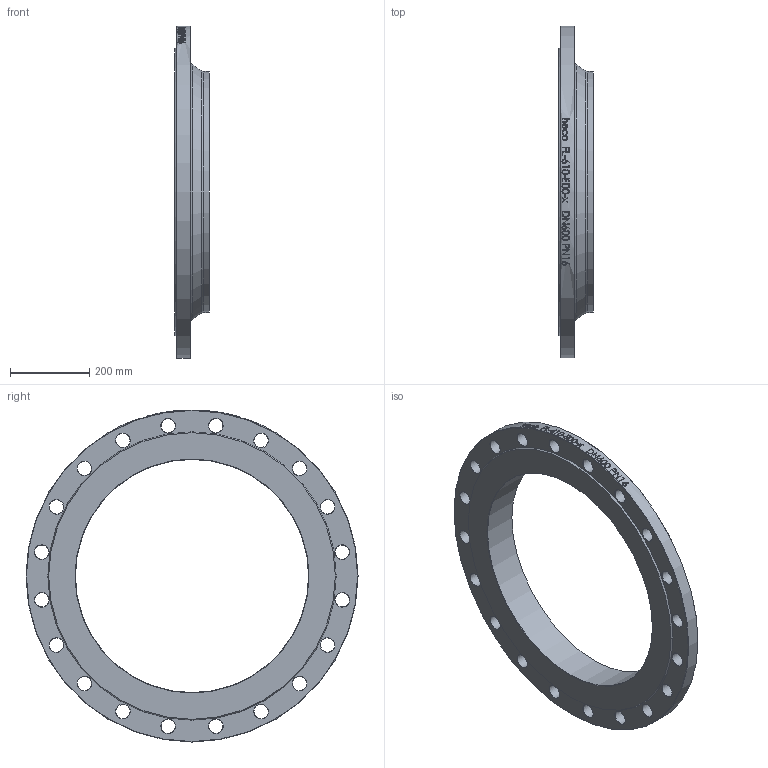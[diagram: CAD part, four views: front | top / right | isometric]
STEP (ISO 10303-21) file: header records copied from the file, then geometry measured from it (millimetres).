
FILE_DESCRIPTION (( 'STEP AP214' ), '1' );
FILE_NAME ('FL-610-E00-x Vorschweissflansch DN600 PN16 iso DIN2633 2009.STEP', '2020-09-21T15:22:08', ( '' ), ( '' ), 'SwSTEP 2.0', 'SolidWorks 2019', '' );
FILE_SCHEMA (( 'AUTOMOTIVE_DESIGN' ));
Length unit declared in the file: millimetre
Products named in the file (1): FL-610-E00-x Vorschweissflansch DN600 PN16 iso DIN2633 2009
Bounding box: 88 x 840 x 840 mm (x, y, z)
Volume: 11338188.4 mm3; surface area: 920311 mm2
Topology: 1 solids, 1 shells, 111 faces, 429 edges, 358 vertices
Faces by surface type: cylinder 60, cone 45, plane 4, torus 2
Full cylindrical faces by diameter (mm): 36 x20, 590 x1, 610 x1, 840 x1
Entity records: 11849 total; most frequent: CARTESIAN_POINT 8265, ORIENTED_EDGE 668, DIRECTION 556, VERTEX_POINT 334, EDGE_CURVE 334, EDGE_LOOP 262, AXIS2_PLACEMENT_3D 257, B_SPLINE_CURVE_WITH_KNOTS 147
